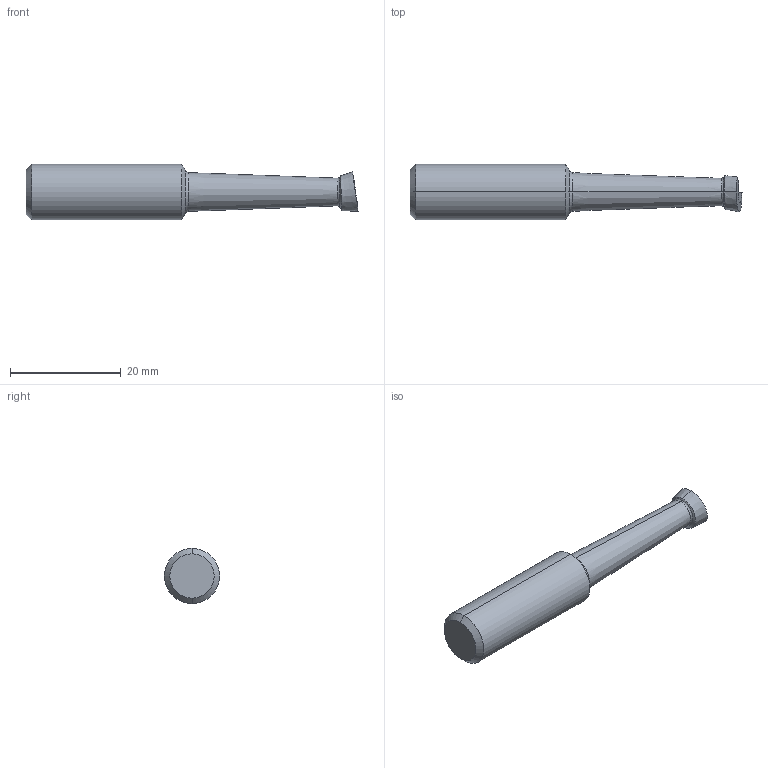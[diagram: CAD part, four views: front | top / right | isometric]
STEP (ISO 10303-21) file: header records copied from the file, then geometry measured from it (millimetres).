
FILE_DESCRIPTION (( 'STEP AP203' ), '1' );
FILE_NAME ('U10-B07.001.031.STEP', '2017-11-20T10:35:55', ( 'SWIAdmin' ), ( 'Hewlett-Packard Company' ), 'SwSTEP 2.0', 'SolidWorks 2017', '' );
FILE_SCHEMA (( 'CONFIG_CONTROL_DESIGN' ));
Length unit declared in the file: millimetre
Products named in the file (1): U10-B07.001.031
Bounding box: 60 x 10 x 10 mm (x, y, z)
Volume: 3104.8 mm3; surface area: 1597.5 mm2
Topology: 1 solids, 1 shells, 27 faces, 62 edges, 37 vertices
Faces by surface type: cone 11, torus 8, cylinder 3, plane 3, sphere 2
Entity records: 901 total; most frequent: CARTESIAN_POINT 225, DIRECTION 132, ORIENTED_EDGE 124, EDGE_CURVE 62, AXIS2_PLACEMENT_3D 60, VERTEX_POINT 37, CIRCLE 32, EDGE_LOOP 27
